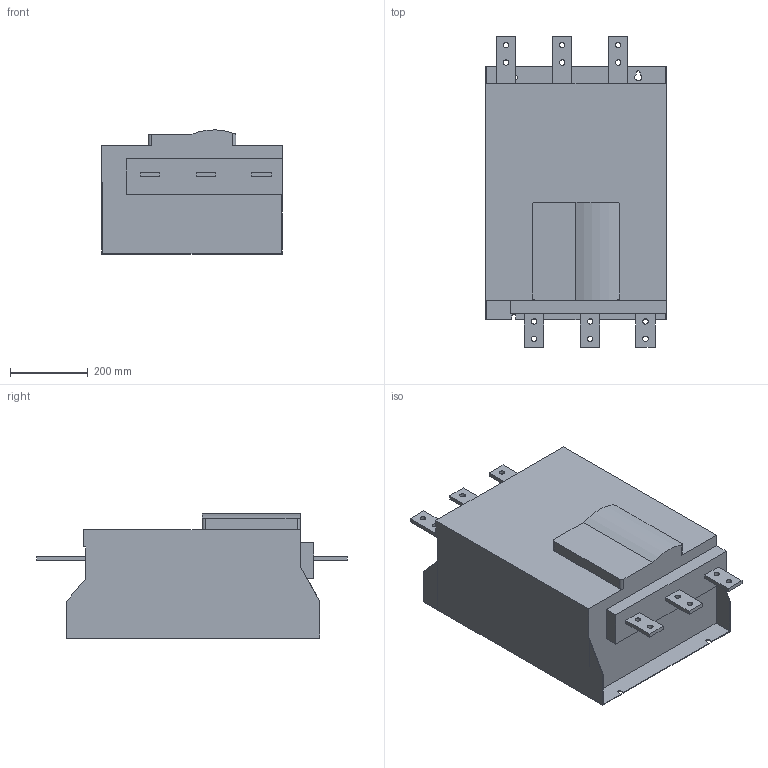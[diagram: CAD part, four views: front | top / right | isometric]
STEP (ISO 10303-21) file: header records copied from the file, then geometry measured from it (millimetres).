
FILE_DESCRIPTION (( 'STEP AP214' ), '1' );
FILE_NAME ('SSW900F0820T5E3B.STEP', '2024-09-03T22:10:59', ( '' ), ( '' ), 'SwSTEP 2.0', 'SolidWorks 2021', '' );
FILE_SCHEMA (( 'AUTOMOTIVE_DESIGN' ));
Length unit declared in the file: inch
Products named in the file (1): SSW900F0820T5E3B
Bounding box: 463.8 x 798 x 319.07 mm (x, y, z)
Volume: 74737837.6 mm3; surface area: 1365513.5 mm2
Topology: 1 solids, 1 shells, 107 faces, 297 edges, 198 vertices
Faces by surface type: plane 68, cylinder 39
Entity records: 3563 total; most frequent: CARTESIAN_POINT 647, ORIENTED_EDGE 594, DIRECTION 587, EDGE_CURVE 297, LINE 219, VECTOR 219, VERTEX_POINT 198, AXIS2_PLACEMENT_3D 184
